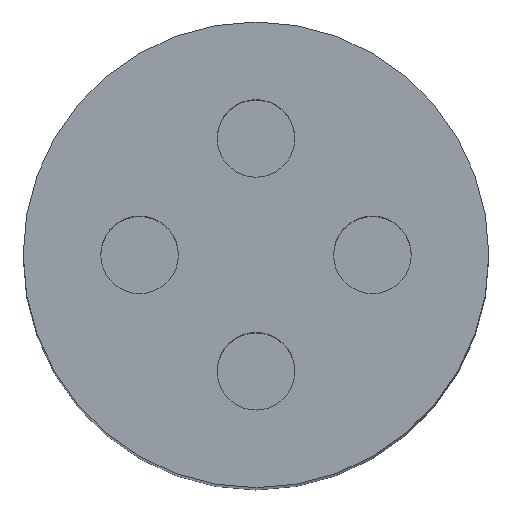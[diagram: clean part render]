
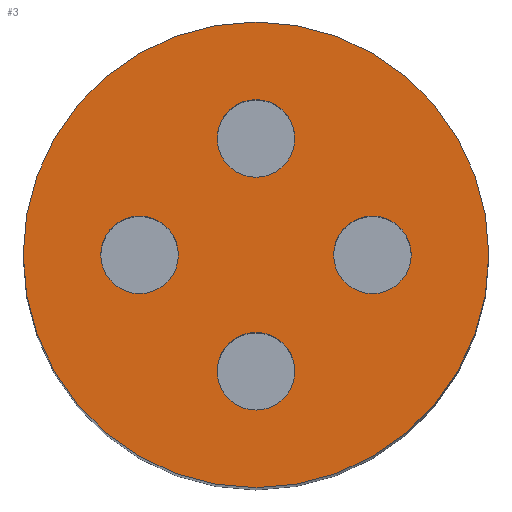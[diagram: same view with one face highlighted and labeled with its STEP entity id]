
A CAD part, top view. The second image highlights one B-rep face of the part: STEP entity #3.
In plain terms, the highlighted planar face has unit normal (0, 0, 1).
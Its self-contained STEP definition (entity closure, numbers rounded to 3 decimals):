
#3 = ADVANCED_FACE ( 'NONE', ( #405, #435, #399, #388, #374 ), #12, .T. ) ;
#8 = ORIENTED_EDGE ( 'NONE', *, *, #402, .T. ) ;
#12 = PLANE ( 'NONE',  #46 ) ;
#13 = AXIS2_PLACEMENT_3D ( 'NONE', #478, #259, #19 ) ;
#17 = DIRECTION ( 'NONE',  ( 0., 0., 1. ) ) ;
#19 = DIRECTION ( 'NONE',  ( 1., 0., 0. ) ) ;
#26 = CIRCLE ( 'NONE', #27, 2.5 ) ;
#27 = AXIS2_PLACEMENT_3D ( 'NONE', #255, #17, #299 ) ;
#32 = CIRCLE ( 'NONE', #78, 2.5 ) ;
#46 = AXIS2_PLACEMENT_3D ( 'NONE', #406, #88, #439 ) ;
#55 = CARTESIAN_POINT ( 'NONE',  ( 0., -7.5, 85. ) ) ;
#60 = EDGE_LOOP ( 'NONE', ( #104, #243 ) ) ;
#62 = DIRECTION ( 'NONE',  ( 0., 0., 1. ) ) ;
#65 = VERTEX_POINT ( 'NONE', #479 ) ;
#68 = AXIS2_PLACEMENT_3D ( 'NONE', #335, #95, #371 ) ;
#74 = CIRCLE ( 'NONE', #474, 2.5 ) ;
#78 = AXIS2_PLACEMENT_3D ( 'NONE', #370, #139, #408 ) ;
#85 = EDGE_CURVE ( 'NONE', #351, #441, #295, .T. ) ;
#87 = DIRECTION ( 'NONE',  ( 1., 0., 0. ) ) ;
#88 = DIRECTION ( 'NONE',  ( 0., 0., 1. ) ) ;
#92 = EDGE_CURVE ( 'NONE', #120, #334, #357, .T. ) ;
#95 = DIRECTION ( 'NONE',  ( 0., 0., 1. ) ) ;
#104 = ORIENTED_EDGE ( 'NONE', *, *, #389, .F. ) ;
#107 = EDGE_CURVE ( 'NONE', #441, #351, #300, .T. ) ;
#108 = ORIENTED_EDGE ( 'NONE', *, *, #336, .F. ) ;
#115 = VERTEX_POINT ( 'NONE', #254 ) ;
#120 = VERTEX_POINT ( 'NONE', #179 ) ;
#123 = DIRECTION ( 'NONE',  ( 1., 0., 0. ) ) ;
#130 = VERTEX_POINT ( 'NONE', #376 ) ;
#136 = VERTEX_POINT ( 'NONE', #484 ) ;
#139 = DIRECTION ( 'NONE',  ( 0., 0., 1. ) ) ;
#146 = CARTESIAN_POINT ( 'NONE',  ( 0., -7.5, 85. ) ) ;
#148 = CARTESIAN_POINT ( 'NONE',  ( 0., 0., 85. ) ) ;
#151 = AXIS2_PLACEMENT_3D ( 'NONE', #444, #215, #482 ) ;
#152 = VERTEX_POINT ( 'NONE', #267 ) ;
#158 = ORIENTED_EDGE ( 'NONE', *, *, #314, .F. ) ;
#170 = EDGE_CURVE ( 'NONE', #115, #65, #212, .T. ) ;
#174 = CIRCLE ( 'NONE', #283, 15. ) ;
#175 = CARTESIAN_POINT ( 'NONE',  ( -5., 0., 85. ) ) ;
#179 = CARTESIAN_POINT ( 'NONE',  ( 5., 0., 85. ) ) ;
#185 = DIRECTION ( 'NONE',  ( 1., 0., 0. ) ) ;
#188 = DIRECTION ( 'NONE',  ( 1., 0., 0. ) ) ;
#211 = CARTESIAN_POINT ( 'NONE',  ( 10., 0., 85. ) ) ;
#212 = CIRCLE ( 'NONE', #311, 2.5 ) ;
#215 = DIRECTION ( 'NONE',  ( 0., 0., 1. ) ) ;
#222 = ORIENTED_EDGE ( 'NONE', *, *, #232, .T. ) ;
#227 = EDGE_LOOP ( 'NONE', ( #404, #158 ) ) ;
#232 = EDGE_CURVE ( 'NONE', #130, #464, #174, .T. ) ;
#243 = ORIENTED_EDGE ( 'NONE', *, *, #92, .F. ) ;
#246 = ORIENTED_EDGE ( 'NONE', *, *, #328, .F. ) ;
#254 = CARTESIAN_POINT ( 'NONE',  ( 2.5, -7.5, 85. ) ) ;
#255 = CARTESIAN_POINT ( 'NONE',  ( 0., 7.5, 85. ) ) ;
#259 = DIRECTION ( 'NONE',  ( 0., 0., 1. ) ) ;
#267 = CARTESIAN_POINT ( 'NONE',  ( 2.5, 7.5, 85. ) ) ;
#268 = DIRECTION ( 'NONE',  ( 0., 0., 1. ) ) ;
#283 = AXIS2_PLACEMENT_3D ( 'NONE', #148, #417, #188 ) ;
#295 = CIRCLE ( 'NONE', #13, 2.5 ) ;
#298 = AXIS2_PLACEMENT_3D ( 'NONE', #303, #62, #338 ) ;
#299 = DIRECTION ( 'NONE',  ( 1., 0., 0. ) ) ;
#300 = CIRCLE ( 'NONE', #151, 2.5 ) ;
#303 = CARTESIAN_POINT ( 'NONE',  ( 7.5, 0., 85. ) ) ;
#311 = AXIS2_PLACEMENT_3D ( 'NONE', #146, #414, #185 ) ;
#314 = EDGE_CURVE ( 'NONE', #65, #115, #74, .T. ) ;
#327 = EDGE_LOOP ( 'NONE', ( #222, #8 ) ) ;
#328 = EDGE_CURVE ( 'NONE', #136, #152, #26, .T. ) ;
#331 = DIRECTION ( 'NONE',  ( 0., 0., 1. ) ) ;
#334 = VERTEX_POINT ( 'NONE', #211 ) ;
#335 = CARTESIAN_POINT ( 'NONE',  ( 7.5, 0., 85. ) ) ;
#336 = EDGE_CURVE ( 'NONE', #152, #136, #32, .T. ) ;
#338 = DIRECTION ( 'NONE',  ( 1., 0., 0. ) ) ;
#346 = AXIS2_PLACEMENT_3D ( 'NONE', #485, #268, #123 ) ;
#347 = EDGE_LOOP ( 'NONE', ( #108, #246 ) ) ;
#349 = CARTESIAN_POINT ( 'NONE',  ( 15., 0., 85. ) ) ;
#351 = VERTEX_POINT ( 'NONE', #175 ) ;
#357 = CIRCLE ( 'NONE', #68, 2.5 ) ;
#370 = CARTESIAN_POINT ( 'NONE',  ( 0., 7.5, 85. ) ) ;
#371 = DIRECTION ( 'NONE',  ( 1., 0., 0. ) ) ;
#373 = EDGE_LOOP ( 'NONE', ( #419, #412 ) ) ;
#374 = FACE_OUTER_BOUND ( 'NONE', #327, .T. ) ;
#376 = CARTESIAN_POINT ( 'NONE',  ( -15., 0., 85. ) ) ;
#388 = FACE_BOUND ( 'NONE', #373, .T. ) ;
#389 = EDGE_CURVE ( 'NONE', #334, #120, #467, .T. ) ;
#390 = CARTESIAN_POINT ( 'NONE',  ( -10., 0., 85. ) ) ;
#399 = FACE_BOUND ( 'NONE', #227, .T. ) ;
#402 = EDGE_CURVE ( 'NONE', #464, #130, #438, .T. ) ;
#404 = ORIENTED_EDGE ( 'NONE', *, *, #170, .F. ) ;
#405 = FACE_BOUND ( 'NONE', #347, .T. ) ;
#406 = CARTESIAN_POINT ( 'NONE',  ( 0., 0., 85. ) ) ;
#408 = DIRECTION ( 'NONE',  ( 1., 0., 0. ) ) ;
#412 = ORIENTED_EDGE ( 'NONE', *, *, #107, .F. ) ;
#414 = DIRECTION ( 'NONE',  ( 0., 0., 1. ) ) ;
#417 = DIRECTION ( 'NONE',  ( 0., 0., 1. ) ) ;
#419 = ORIENTED_EDGE ( 'NONE', *, *, #85, .F. ) ;
#435 = FACE_BOUND ( 'NONE', #60, .T. ) ;
#438 = CIRCLE ( 'NONE', #346, 15. ) ;
#439 = DIRECTION ( 'NONE',  ( 1., 0., 0. ) ) ;
#441 = VERTEX_POINT ( 'NONE', #390 ) ;
#444 = CARTESIAN_POINT ( 'NONE',  ( -7.5, 0., 85. ) ) ;
#464 = VERTEX_POINT ( 'NONE', #349 ) ;
#467 = CIRCLE ( 'NONE', #298, 2.5 ) ;
#474 = AXIS2_PLACEMENT_3D ( 'NONE', #55, #331, #87 ) ;
#478 = CARTESIAN_POINT ( 'NONE',  ( -7.5, 0., 85. ) ) ;
#479 = CARTESIAN_POINT ( 'NONE',  ( -2.5, -7.5, 85. ) ) ;
#482 = DIRECTION ( 'NONE',  ( 1., 0., 0. ) ) ;
#484 = CARTESIAN_POINT ( 'NONE',  ( -2.5, 7.5, 85. ) ) ;
#485 = CARTESIAN_POINT ( 'NONE',  ( 0., 0., 85. ) ) ;
